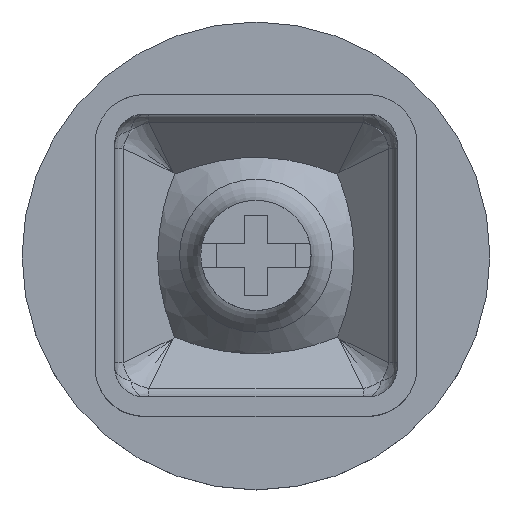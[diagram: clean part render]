
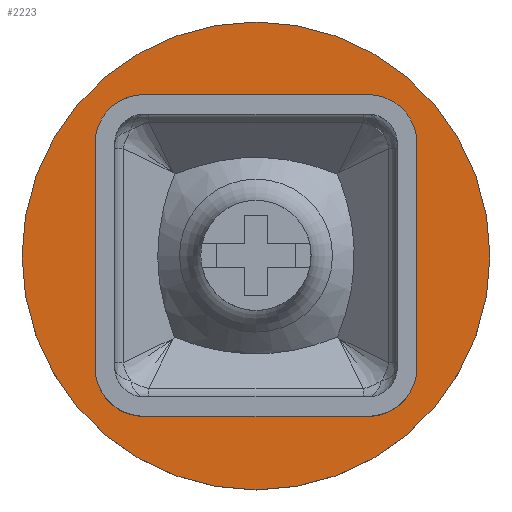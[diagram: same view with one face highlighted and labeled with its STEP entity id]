
A CAD part, top view. The second image highlights one B-rep face of the part: STEP entity #2223.
In plain terms, the highlighted planar face has unit normal (0, 0, 1).
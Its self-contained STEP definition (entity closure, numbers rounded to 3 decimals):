
#117=FACE_BOUND('',#364,.T.);
#147=PLANE('',#2412);
#226=FACE_OUTER_BOUND('',#363,.T.);
#363=EDGE_LOOP('',(#1628));
#364=EDGE_LOOP('',(#1629));
#807=CIRCLE('',#2349,2.5);
#836=CIRCLE('',#2381,12.);
#918=VERTEX_POINT('',#3191);
#946=VERTEX_POINT('',#3252);
#1140=EDGE_CURVE('',#918,#918,#807,.T.);
#1171=EDGE_CURVE('',#946,#946,#836,.T.);
#1628=ORIENTED_EDGE('',*,*,#1171,.F.);
#1629=ORIENTED_EDGE('',*,*,#1140,.T.);
#2223=ADVANCED_FACE('',(#226,#117),#147,.T.);
#2349=AXIS2_PLACEMENT_3D('',#3192,#2576,#2577);
#2381=AXIS2_PLACEMENT_3D('',#3254,#2642,#2643);
#2412=AXIS2_PLACEMENT_3D('',#3342,#2740,#2741);
#2576=DIRECTION('center_axis',(0.,0.,-1.));
#2577=DIRECTION('ref_axis',(-1.,0.,0.));
#2642=DIRECTION('center_axis',(0.,0.,-1.));
#2643=DIRECTION('ref_axis',(1.,0.,0.));
#2740=DIRECTION('center_axis',(0.,0.,1.));
#2741=DIRECTION('ref_axis',(1.,0.,0.));
#3191=CARTESIAN_POINT('',(2.5,0.,-10.5));
#3192=CARTESIAN_POINT('Origin',(0.,0.,-10.5));
#3252=CARTESIAN_POINT('',(12.,0.,-10.5));
#3254=CARTESIAN_POINT('Origin',(0.,0.,-10.5));
#3342=CARTESIAN_POINT('Origin',(0.,0.,-10.5));
